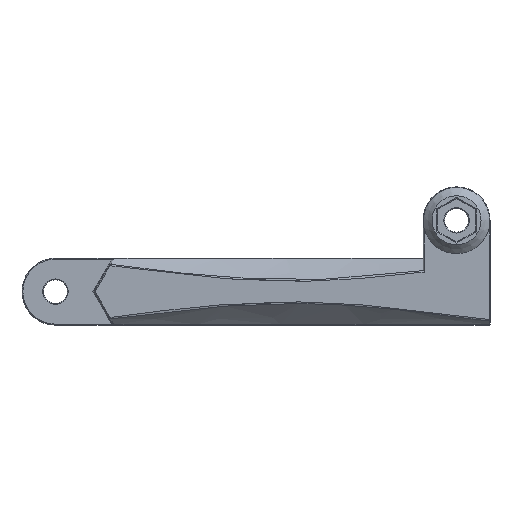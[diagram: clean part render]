
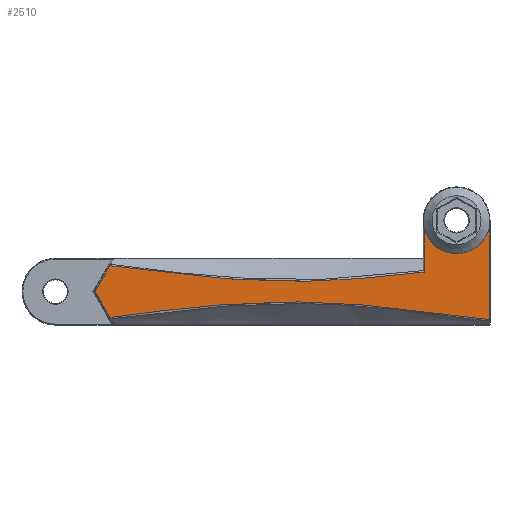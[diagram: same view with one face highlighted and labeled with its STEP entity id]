
A CAD part, top view. The second image highlights one B-rep face of the part: STEP entity #2510.
In plain terms, the highlighted planar face has unit normal (0, 0, 1).
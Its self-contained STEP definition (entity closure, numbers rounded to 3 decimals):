
#63=CIRCLE('',#2669,7.5);
#134=LINE('',#4483,#385);
#135=LINE('',#4486,#386);
#136=LINE('',#4488,#387);
#137=LINE('',#4489,#388);
#385=VECTOR('',#2891,10.);
#386=VECTOR('',#2894,10.);
#387=VECTOR('',#2895,10.);
#388=VECTOR('',#2896,10.);
#613=PLANE('',#2668);
#737=FACE_OUTER_BOUND('',#896,.T.);
#896=EDGE_LOOP('',(#1851,#1852,#1853,#1854,#1855,#1856,#1857));
#1108=B_SPLINE_CURVE_WITH_KNOTS('',3,(#4402,#4403,#4404,#4405,#4406,#4407,
#4408,#4409),.UNSPECIFIED.,.F.,.F.,(4,1,1,1,1,4),(-8.877,-6.455,
-5.239,-4.023,-2.807,-0.376),
 .UNSPECIFIED.);
#1111=B_SPLINE_CURVE_WITH_KNOTS('',3,(#4458,#4459,#4460,#4461,#4462,#4463,
#4464,#4465),.UNSPECIFIED.,.F.,.F.,(4,1,1,1,1,4),(-0.008,
1.834,2.756,3.678,5.521,6.443),
 .UNSPECIFIED.);
#1198=VERTEX_POINT('',#4394);
#1199=VERTEX_POINT('',#4401);
#1200=VERTEX_POINT('',#4449);
#1201=VERTEX_POINT('',#4457);
#1203=VERTEX_POINT('',#4482);
#1204=VERTEX_POINT('',#4484);
#1205=VERTEX_POINT('',#4487);
#1436=EDGE_CURVE('',#1198,#1199,#1108,.T.);
#1439=EDGE_CURVE('',#1200,#1201,#1111,.T.);
#1442=EDGE_CURVE('',#1203,#1198,#134,.T.);
#1443=EDGE_CURVE('',#1203,#1204,#63,.T.);
#1444=EDGE_CURVE('',#1201,#1204,#135,.T.);
#1445=EDGE_CURVE('',#1205,#1200,#136,.T.);
#1446=EDGE_CURVE('',#1199,#1205,#137,.T.);
#1851=ORIENTED_EDGE('',*,*,#1436,.F.);
#1852=ORIENTED_EDGE('',*,*,#1442,.F.);
#1853=ORIENTED_EDGE('',*,*,#1443,.T.);
#1854=ORIENTED_EDGE('',*,*,#1444,.F.);
#1855=ORIENTED_EDGE('',*,*,#1439,.F.);
#1856=ORIENTED_EDGE('',*,*,#1445,.F.);
#1857=ORIENTED_EDGE('',*,*,#1446,.F.);
#2510=ADVANCED_FACE('',(#737),#613,.T.);
#2668=AXIS2_PLACEMENT_3D('',#4481,#2889,#2890);
#2669=AXIS2_PLACEMENT_3D('',#4485,#2892,#2893);
#2889=DIRECTION('center_axis',(0.,0.,1.));
#2890=DIRECTION('ref_axis',(1.,0.,0.));
#2891=DIRECTION('',(0.,-1.,0.));
#2892=DIRECTION('center_axis',(0.,0.,-1.));
#2893=DIRECTION('ref_axis',(1.,0.,0.));
#2894=DIRECTION('',(0.,1.,0.));
#2895=DIRECTION('',(0.5,0.866,0.));
#2896=DIRECTION('',(-0.5,0.866,0.));
#4394=CARTESIAN_POINT('',(88.8,1.229,15.));
#4401=CARTESIAN_POINT('',(3.738,1.704,15.));
#4402=CARTESIAN_POINT('Ctrl Pts',(88.8,1.229,15.));
#4403=CARTESIAN_POINT('Ctrl Pts',(80.726,2.315,15.));
#4404=CARTESIAN_POINT('Ctrl Pts',(68.594,3.935,15.));
#4405=CARTESIAN_POINT('Ctrl Pts',(52.402,5.151,15.));
#4406=CARTESIAN_POINT('Ctrl Pts',(40.228,5.291,15.));
#4407=CARTESIAN_POINT('Ctrl Pts',(24.003,4.326,15.));
#4408=CARTESIAN_POINT('Ctrl Pts',(11.842,2.786,15.));
#4409=CARTESIAN_POINT('Ctrl Pts',(3.738,1.704,15.));
#4449=CARTESIAN_POINT('',(3.738,13.296,15.));
#4457=CARTESIAN_POINT('',(74.2,11.881,15.));
#4458=CARTESIAN_POINT('Ctrl Pts',(3.738,13.296,15.));
#4459=CARTESIAN_POINT('Ctrl Pts',(9.828,12.483,15.));
#4460=CARTESIAN_POINT('Ctrl Pts',(19.256,11.265,15.));
#4461=CARTESIAN_POINT('Ctrl Pts',(32.019,10.165,15.));
#4462=CARTESIAN_POINT('Ctrl Pts',(44.674,9.599,15.));
#4463=CARTESIAN_POINT('Ctrl Pts',(57.317,10.065,15.));
#4464=CARTESIAN_POINT('Ctrl Pts',(69.652,11.337,15.));
#4465=CARTESIAN_POINT('Ctrl Pts',(74.2,11.881,15.));
#4481=CARTESIAN_POINT('Origin',(44.5,7.5,15.));
#4482=CARTESIAN_POINT('',(88.8,21.78,15.));
#4483=CARTESIAN_POINT('',(88.8,3.75,15.));
#4484=CARTESIAN_POINT('',(74.2,21.78,15.));
#4485=CARTESIAN_POINT('Origin',(81.5,23.5,15.));
#4486=CARTESIAN_POINT('',(74.2,15.5,15.));
#4487=CARTESIAN_POINT('',(0.391,7.5,15.));
#4488=CARTESIAN_POINT('',(5.876,17.,15.));
#4489=CARTESIAN_POINT('',(8.041,-5.75,15.));
